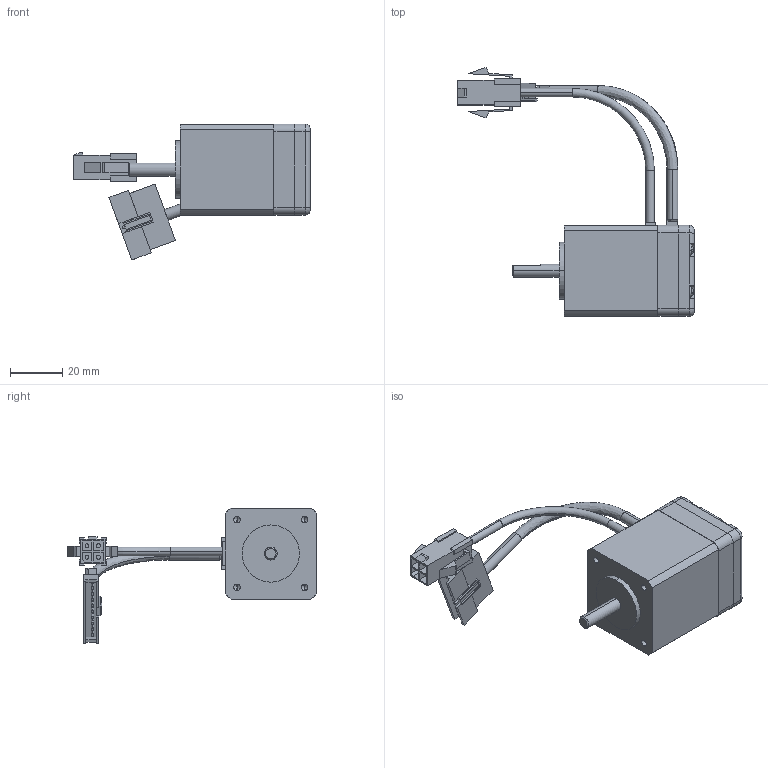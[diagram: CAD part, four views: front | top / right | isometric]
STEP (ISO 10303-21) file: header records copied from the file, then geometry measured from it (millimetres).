
FILE_DESCRIPTION (( 'STEP AP203' ), '1' );
FILE_NAME ('130809 SM-35L.STEP', '2013-08-09T07:11:40', ( '' ), ( '' ), 'SwSTEP 2.0', 'SolidWorks 2012', '' );
FILE_SCHEMA (( 'CONFIG_CONTROL_DESIGN' ));
Length unit declared in the file: millimetre
Products named in the file (9): 130809 SM-35L; round cross head screw_ks_KS 1023 RC - M2.6 x 14-N; 20阿 浚内歹 纳捞喉急_钎霖; 20陝 賅攪瞪錳摹_ル遽; 130115 35mm ENCODER COVER_ル遽; 葆斜啻す 縛囀渦_ル遽; 20陝 PCB_ル遽; 130313 35mm ENCODER BASE_ル遽; 35L_35H36H-1004B_湀_
Assembly tree (11 placements, depth 2):
  130809 SM-35L
    35L_35H36H-1004B_湀_
    130313 35mm ENCODER BASE_ル遽
    20陝 PCB_ル遽
    葆斜啻す 縛囀渦_ル遽
    130115 35mm ENCODER COVER_ル遽
    20陝 賅攪瞪錳摹_ル遽
    20阿 浚内歹 纳捞喉急_钎霖
    round cross head screw_ks_KS 1023 RC - M2.6 x 14-N  x4
Bounding box: 90.97 x 95.61 x 52.29 mm (x, y, z)
Volume: 58307 mm3; surface area: 25988.2 mm2
Topology: 11 solids, 11 shells, 649 faces, 1646 edges, 1046 vertices
Faces by surface type: plane 360, cylinder 165, cone 89, torus 22, sphere 8, bspline 5
Entity records: 17879 total; most frequent: CARTESIAN_POINT 3142, DIRECTION 2937, ORIENTED_EDGE 2792, EDGE_CURVE 1396, AXIS2_PLACEMENT_3D 999, LINE 939, VECTOR 939, VERTEX_POINT 899
